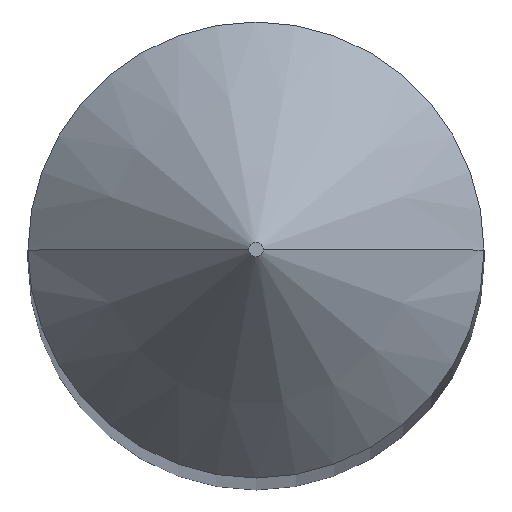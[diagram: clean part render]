
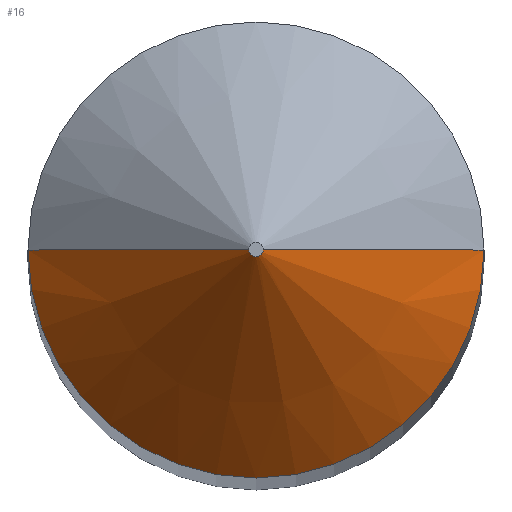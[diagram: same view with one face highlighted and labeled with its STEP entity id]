
A CAD part, top view. The second image highlights one B-rep face of the part: STEP entity #16.
In plain terms, the highlighted conical face has half-angle 45 degrees and reference radius 0.102 mm.
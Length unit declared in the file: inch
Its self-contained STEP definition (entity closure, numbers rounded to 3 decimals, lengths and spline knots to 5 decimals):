
#6 = CARTESIAN_POINT ( 'NONE',  ( 0.004, 0., 4. ) ) ;
#10 = DIRECTION ( 'NONE',  ( 0., 0., -1. ) ) ;
#13 = VECTOR ( 'NONE', #139, 39.37008 ) ;
#15 = ORIENTED_EDGE ( 'NONE', *, *, #209, .T. ) ;
#16 = ADVANCED_FACE ( 'NONE', ( #64 ), #199, .T. ) ;
#19 = DIRECTION ( 'NONE',  ( 0., 0., -1. ) ) ;
#32 = ORIENTED_EDGE ( 'NONE', *, *, #58, .F. ) ;
#36 = CIRCLE ( 'NONE', #105, 0.125 ) ;
#40 = VECTOR ( 'NONE', #177, 39.37008 ) ;
#43 = CARTESIAN_POINT ( 'NONE',  ( 0., 0., 4. ) ) ;
#44 = DIRECTION ( 'NONE',  ( 0., 0., -1. ) ) ;
#56 = EDGE_CURVE ( 'NONE', #80, #150, #142, .T. ) ;
#58 = EDGE_CURVE ( 'NONE', #169, #248, #81, .T. ) ;
#62 = CARTESIAN_POINT ( 'NONE',  ( -0.004, 0., 4. ) ) ;
#64 = FACE_OUTER_BOUND ( 'NONE', #117, .T. ) ;
#71 = CARTESIAN_POINT ( 'NONE',  ( 0., 0., 4. ) ) ;
#73 = CIRCLE ( 'NONE', #127, 0.004 ) ;
#80 = VERTEX_POINT ( 'NONE', #219 ) ;
#81 = LINE ( 'NONE', #233, #13 ) ;
#83 = CARTESIAN_POINT ( 'NONE',  ( 0., 0., 3.879 ) ) ;
#105 = AXIS2_PLACEMENT_3D ( 'NONE', #83, #44, #121 ) ;
#113 = EDGE_CURVE ( 'NONE', #248, #150, #36, .T. ) ;
#117 = EDGE_LOOP ( 'NONE', ( #15, #189, #136, #32 ) ) ;
#121 = DIRECTION ( 'NONE',  ( -1., 0., 0. ) ) ;
#126 = CARTESIAN_POINT ( 'NONE',  ( -0.125, 0., 3.879 ) ) ;
#127 = AXIS2_PLACEMENT_3D ( 'NONE', #71, #10, #162 ) ;
#136 = ORIENTED_EDGE ( 'NONE', *, *, #113, .F. ) ;
#139 = DIRECTION ( 'NONE',  ( 0.707, 0., -0.707 ) ) ;
#142 = LINE ( 'NONE', #62, #40 ) ;
#146 = CARTESIAN_POINT ( 'NONE',  ( 0.125, 0., 3.879 ) ) ;
#150 = VERTEX_POINT ( 'NONE', #126 ) ;
#155 = DIRECTION ( 'NONE',  ( 1., 0., 0. ) ) ;
#162 = DIRECTION ( 'NONE',  ( -1., 0., 0. ) ) ;
#169 = VERTEX_POINT ( 'NONE', #6 ) ;
#177 = DIRECTION ( 'NONE',  ( -0.707, 0., -0.707 ) ) ;
#189 = ORIENTED_EDGE ( 'NONE', *, *, #56, .T. ) ;
#192 = AXIS2_PLACEMENT_3D ( 'NONE', #43, #19, #155 ) ;
#199 = CONICAL_SURFACE ( 'NONE', #192, 0.004, 0.785 ) ;
#209 = EDGE_CURVE ( 'NONE', #169, #80, #73, .T. ) ;
#219 = CARTESIAN_POINT ( 'NONE',  ( -0.004, 0., 4. ) ) ;
#233 = CARTESIAN_POINT ( 'NONE',  ( 0.004, 0., 4. ) ) ;
#248 = VERTEX_POINT ( 'NONE', #146 ) ;
